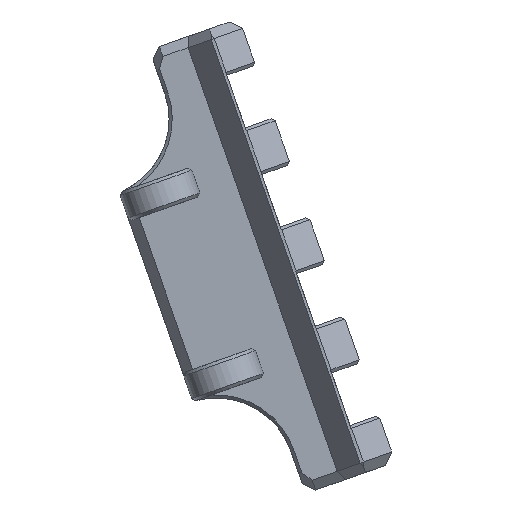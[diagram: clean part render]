
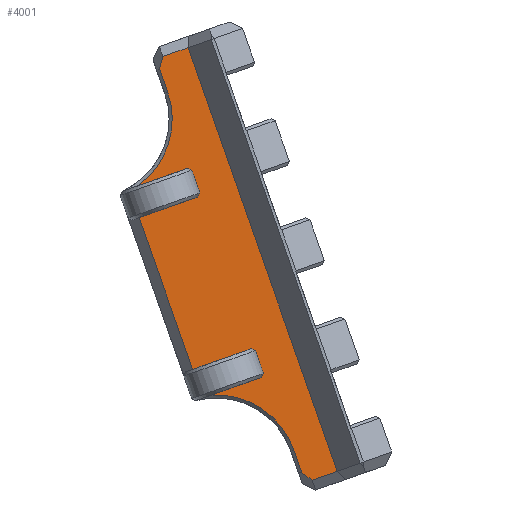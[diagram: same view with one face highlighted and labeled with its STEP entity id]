
A CAD part, left-side view. The second image highlights one B-rep face of the part: STEP entity #4001.
In plain terms, the highlighted planar face has unit normal (-1, 0, 0).
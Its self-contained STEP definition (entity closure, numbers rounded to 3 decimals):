
#96=PLANE('',#4296);
#327=FACE_OUTER_BOUND('',#570,.T.);
#570=EDGE_LOOP('',(#3122,#3123,#3124,#3125,#3126,#3127,#3128,#3129,#3130,
#3131,#3132,#3133,#3134,#3135,#3136,#3137,#3138,#3139,#3140,#3141));
#796=CIRCLE('',#4297,7.8);
#797=CIRCLE('',#4298,7.8);
#950=LINE('',#6071,#1464);
#956=LINE('',#6094,#1470);
#962=LINE('',#6117,#1476);
#965=LINE('',#6123,#1479);
#969=LINE('',#6131,#1483);
#975=LINE('',#6145,#1489);
#976=LINE('',#6147,#1490);
#977=LINE('',#6149,#1491);
#978=LINE('',#6150,#1492);
#979=LINE('',#6154,#1493);
#980=LINE('',#6156,#1494);
#981=LINE('',#6158,#1495);
#982=LINE('',#6160,#1496);
#983=LINE('',#6162,#1497);
#984=LINE('',#6164,#1498);
#985=LINE('',#6166,#1499);
#986=LINE('',#6169,#1500);
#987=LINE('',#6170,#1501);
#1464=VECTOR('',#4790,10.);
#1470=VECTOR('',#4812,10.);
#1476=VECTOR('',#4832,10.);
#1479=VECTOR('',#4837,10.);
#1483=VECTOR('',#4843,10.);
#1489=VECTOR('',#4859,10.);
#1490=VECTOR('',#4862,10.);
#1491=VECTOR('',#4863,10.);
#1492=VECTOR('',#4864,10.);
#1493=VECTOR('',#4867,10.);
#1494=VECTOR('',#4868,10.);
#1495=VECTOR('',#4869,10.);
#1496=VECTOR('',#4870,10.);
#1497=VECTOR('',#4871,10.);
#1498=VECTOR('',#4872,10.);
#1499=VECTOR('',#4873,10.);
#1500=VECTOR('',#4876,10.);
#1501=VECTOR('',#4877,10.);
#1986=VERTEX_POINT('',#6066);
#1987=VERTEX_POINT('',#6070);
#1995=VERTEX_POINT('',#6091);
#1996=VERTEX_POINT('',#6093);
#2002=VERTEX_POINT('',#6115);
#2003=VERTEX_POINT('',#6116);
#2004=VERTEX_POINT('',#6121);
#2005=VERTEX_POINT('',#6122);
#2007=VERTEX_POINT('',#6129);
#2008=VERTEX_POINT('',#6130);
#2012=VERTEX_POINT('',#6148);
#2013=VERTEX_POINT('',#6151);
#2014=VERTEX_POINT('',#6153);
#2015=VERTEX_POINT('',#6155);
#2016=VERTEX_POINT('',#6157);
#2017=VERTEX_POINT('',#6159);
#2018=VERTEX_POINT('',#6161);
#2019=VERTEX_POINT('',#6163);
#2020=VERTEX_POINT('',#6165);
#2021=VERTEX_POINT('',#6168);
#2375=EDGE_CURVE('',#1986,#1987,#950,.T.);
#2386=EDGE_CURVE('',#1995,#1996,#956,.T.);
#2396=EDGE_CURVE('',#2002,#2003,#962,.F.);
#2399=EDGE_CURVE('',#2004,#2005,#965,.T.);
#2403=EDGE_CURVE('',#2007,#2008,#969,.F.);
#2411=EDGE_CURVE('',#2002,#2005,#975,.T.);
#2412=EDGE_CURVE('',#2004,#2008,#976,.T.);
#2413=EDGE_CURVE('',#2012,#2007,#977,.T.);
#2414=EDGE_CURVE('',#1987,#2012,#978,.F.);
#2415=EDGE_CURVE('',#2013,#1986,#796,.T.);
#2416=EDGE_CURVE('',#2014,#2013,#979,.T.);
#2417=EDGE_CURVE('',#2015,#2014,#980,.T.);
#2418=EDGE_CURVE('',#2016,#2015,#981,.T.);
#2419=EDGE_CURVE('',#2017,#2016,#982,.F.);
#2420=EDGE_CURVE('',#2018,#2017,#983,.T.);
#2421=EDGE_CURVE('',#2019,#2018,#984,.T.);
#2422=EDGE_CURVE('',#2020,#2019,#985,.T.);
#2423=EDGE_CURVE('',#1996,#2020,#797,.T.);
#2424=EDGE_CURVE('',#2021,#1995,#986,.F.);
#2425=EDGE_CURVE('',#2003,#2021,#987,.T.);
#3122=ORIENTED_EDGE('',*,*,#2399,.F.);
#3123=ORIENTED_EDGE('',*,*,#2412,.T.);
#3124=ORIENTED_EDGE('',*,*,#2403,.F.);
#3125=ORIENTED_EDGE('',*,*,#2413,.F.);
#3126=ORIENTED_EDGE('',*,*,#2414,.F.);
#3127=ORIENTED_EDGE('',*,*,#2375,.F.);
#3128=ORIENTED_EDGE('',*,*,#2415,.F.);
#3129=ORIENTED_EDGE('',*,*,#2416,.F.);
#3130=ORIENTED_EDGE('',*,*,#2417,.F.);
#3131=ORIENTED_EDGE('',*,*,#2418,.F.);
#3132=ORIENTED_EDGE('',*,*,#2419,.F.);
#3133=ORIENTED_EDGE('',*,*,#2420,.F.);
#3134=ORIENTED_EDGE('',*,*,#2421,.F.);
#3135=ORIENTED_EDGE('',*,*,#2422,.F.);
#3136=ORIENTED_EDGE('',*,*,#2423,.F.);
#3137=ORIENTED_EDGE('',*,*,#2386,.F.);
#3138=ORIENTED_EDGE('',*,*,#2424,.F.);
#3139=ORIENTED_EDGE('',*,*,#2425,.F.);
#3140=ORIENTED_EDGE('',*,*,#2396,.F.);
#3141=ORIENTED_EDGE('',*,*,#2411,.T.);
#4001=ADVANCED_FACE('',(#327),#96,.T.);
#4296=AXIS2_PLACEMENT_3D('',#6146,#4860,#4861);
#4297=AXIS2_PLACEMENT_3D('',#6152,#4865,#4866);
#4298=AXIS2_PLACEMENT_3D('',#6167,#4874,#4875);
#4790=DIRECTION('',(0.,-0.943,0.332));
#4812=DIRECTION('',(0.,0.943,-0.332));
#4832=DIRECTION('',(0.,0.432,-0.902));
#4837=DIRECTION('',(0.,0.332,0.943));
#4843=DIRECTION('',(0.,-0.902,-0.432));
#4859=DIRECTION('',(0.,0.943,-0.332));
#4860=DIRECTION('center_axis',(-1.,0.,0.));
#4861=DIRECTION('ref_axis',(0.,-0.943,0.332));
#4862=DIRECTION('',(0.,-0.943,0.332));
#4863=DIRECTION('',(0.,0.332,0.943));
#4864=DIRECTION('',(0.,0.432,-0.902));
#4865=DIRECTION('center_axis',(-1.,0.,0.));
#4866=DIRECTION('ref_axis',(0.,0.297,0.955));
#4867=DIRECTION('',(0.,0.332,0.943));
#4868=DIRECTION('',(0.,0.816,0.578));
#4869=DIRECTION('',(0.,0.943,-0.332));
#4870=DIRECTION('',(0.,0.332,0.943));
#4871=DIRECTION('',(0.,-0.943,0.332));
#4872=DIRECTION('',(0.,-0.273,0.962));
#4873=DIRECTION('',(0.,0.332,0.943));
#4874=DIRECTION('center_axis',(-1.,0.,0.));
#4875=DIRECTION('ref_axis',(0.,-0.367,-0.93));
#4876=DIRECTION('',(0.,-0.902,-0.432));
#4877=DIRECTION('',(0.,0.332,0.943));
#6066=CARTESIAN_POINT('',(23.895,-14.83,35.21));
#6070=CARTESIAN_POINT('',(23.895,-19.583,36.884));
#6071=CARTESIAN_POINT('',(23.895,-14.693,35.161));
#6091=CARTESIAN_POINT('',(23.895,-12.58,56.766));
#6093=CARTESIAN_POINT('',(23.895,-7.827,55.092));
#6094=CARTESIAN_POINT('',(23.895,-7.69,55.044));
#6115=CARTESIAN_POINT('',(23.895,-13.537,54.05));
#6116=CARTESIAN_POINT('',(23.895,-13.72,54.433));
#6117=CARTESIAN_POINT('',(23.895,-12.486,51.856));
#6121=CARTESIAN_POINT('',(23.895,-13.043,37.633));
#6122=CARTESIAN_POINT('',(23.895,-7.953,52.083));
#6123=CARTESIAN_POINT('',(23.895,-10.498,44.858));
#6129=CARTESIAN_POINT('',(23.895,-19.009,39.417));
#6130=CARTESIAN_POINT('',(23.895,-18.626,39.6));
#6131=CARTESIAN_POINT('',(23.895,-11.624,42.954));
#6145=CARTESIAN_POINT('',(23.895,-12.183,53.573));
#6146=CARTESIAN_POINT('Origin',(23.895,-6.918,51.591));
#6147=CARTESIAN_POINT('',(23.895,-13.736,37.878));
#6148=CARTESIAN_POINT('',(23.895,-19.766,37.266));
#6149=CARTESIAN_POINT('',(23.895,-21.342,32.793));
#6150=CARTESIAN_POINT('',(23.895,-21.312,40.493));
#6151=CARTESIAN_POINT('',(23.895,-22.639,30.014));
#6152=CARTESIAN_POINT('Origin',(23.895,-15.282,27.423));
#6153=CARTESIAN_POINT('',(23.895,-23.413,27.816));
#6154=CARTESIAN_POINT('',(23.895,-19.12,40.005));
#6155=CARTESIAN_POINT('',(23.895,-24.402,27.115));
#6156=CARTESIAN_POINT('',(23.895,-14.048,34.455));
#6157=CARTESIAN_POINT('',(23.895,-26.79,27.956));
#6158=CARTESIAN_POINT('',(23.895,-24.968,27.314));
#6159=CARTESIAN_POINT('',(23.895,-12.601,68.24));
#6160=CARTESIAN_POINT('',(23.895,-27.145,26.947));
#6161=CARTESIAN_POINT('',(23.895,-10.213,67.399));
#6162=CARTESIAN_POINT('',(23.895,-13.137,68.429));
#6163=CARTESIAN_POINT('',(23.895,-9.882,66.233));
#6164=CARTESIAN_POINT('',(23.895,-7.176,56.709));
#6165=CARTESIAN_POINT('',(23.895,-10.656,64.035));
#6166=CARTESIAN_POINT('',(23.895,-19.12,40.005));
#6167=CARTESIAN_POINT('Origin',(23.895,-3.299,61.444));
#6168=CARTESIAN_POINT('',(23.895,-12.963,56.583));
#6169=CARTESIAN_POINT('',(23.895,-11.381,57.341));
#6170=CARTESIAN_POINT('',(23.895,-21.342,32.793));
